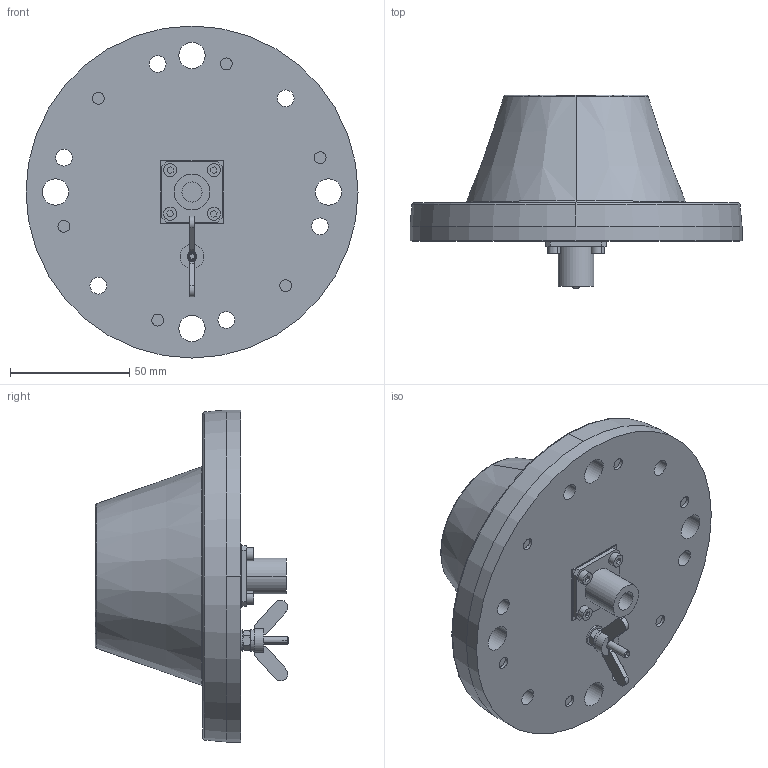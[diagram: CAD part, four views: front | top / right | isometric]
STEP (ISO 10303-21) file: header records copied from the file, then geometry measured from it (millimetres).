
FILE_DESCRIPTION (( 'STEP AP214' ), '1' );
FILE_NAME ('FMANGPS1017_3D.step', '2023-11-07T22:04:58', ( '' ), ( '' ), 'SwSTEP 2.0', 'SolidWorks 2022', '' );
FILE_SCHEMA (( 'AUTOMOTIVE_DESIGN' ));
Length unit declared in the file: inch
Products named in the file (3): FMANGPS1017_3D; antenna & connector^FMANGPS1017; hardware^FMANGPS1017
Assembly tree (2 placements, depth 2):
  FMANGPS1017_3D
    antenna & connector^FMANGPS1017
    hardware^FMANGPS1017
Bounding box: 139 x 81 x 139 mm (x, y, z)
Volume: 251271.9 mm3; surface area: 82920.4 mm2
Topology: 2 solids, 34 shells, 665 faces, 1595 edges, 1028 vertices
Faces by surface type: cylinder 317, plane 230, cone 98, torus 20
Entity records: 23977 total; most frequent: DIRECTION 3683, CARTESIAN_POINT 3617, ORIENTED_EDGE 3150, EDGE_CURVE 1575, AXIS2_PLACEMENT_3D 1466, VERTEX_POINT 1028, CIRCLE 796, EDGE_LOOP 757
